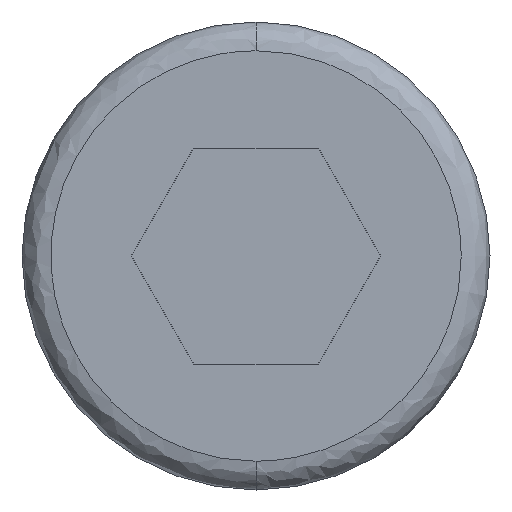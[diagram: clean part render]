
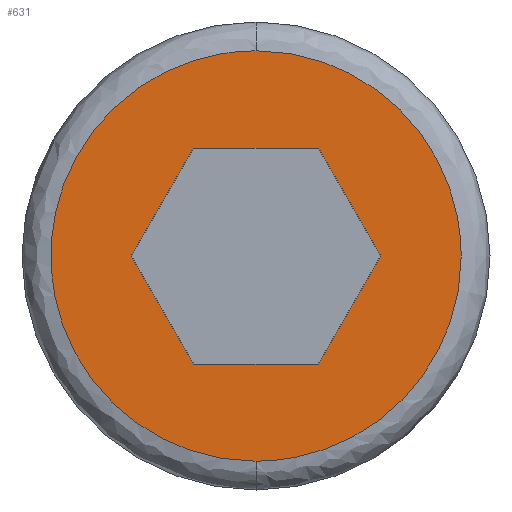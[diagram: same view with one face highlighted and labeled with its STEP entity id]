
A CAD part, front view. The second image highlights one B-rep face of the part: STEP entity #631.
In plain terms, the highlighted planar face has unit normal (0, -1, 0).
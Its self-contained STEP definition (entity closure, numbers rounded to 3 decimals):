
#1 = VERTEX_POINT ( 'NONE', #799 ) ;
#9 = ORIENTED_EDGE ( 'NONE', *, *, #420, .F. ) ;
#14 = CARTESIAN_POINT ( 'NONE',  ( 1.732, -8., 3. ) ) ;
#17 = EDGE_CURVE ( 'NONE', #257, #749, #356, .T. ) ;
#26 = AXIS2_PLACEMENT_3D ( 'NONE', #122, #576, #369 ) ;
#29 = CARTESIAN_POINT ( 'NONE',  ( -1.732, -8., -3. ) ) ;
#34 = DIRECTION ( 'NONE',  ( -1., 0., 0. ) ) ;
#37 = VECTOR ( 'NONE', #614, 1000. ) ;
#41 = CARTESIAN_POINT ( 'NONE',  ( 0., -8., -5.7 ) ) ;
#42 = VECTOR ( 'NONE', #34, 1000. ) ;
#44 = CARTESIAN_POINT ( 'NONE',  ( 3.339, -8., 5.7 ) ) ;
#52 =( BOUNDED_CURVE ( )  B_SPLINE_CURVE ( 3, ( #107, #170, #425, #41 ),
 .UNSPECIFIED., .F., .F. ) 
 B_SPLINE_CURVE_WITH_KNOTS ( ( 4, 4 ),
 ( 0., 0.333 ),
 .UNSPECIFIED. ) 
 CURVE ( )  GEOMETRIC_REPRESENTATION_ITEM ( )  RATIONAL_B_SPLINE_CURVE ( ( 1., 0.805, 0.805, 1. ) ) 
 REPRESENTATION_ITEM ( '' )  );
#55 = FACE_BOUND ( 'NONE', #702, .T. ) ;
#79 = ORIENTED_EDGE ( 'NONE', *, *, #17, .F. ) ;
#81 = CARTESIAN_POINT ( 'NONE',  ( -3.464, -8., 0. ) ) ;
#87 = VERTEX_POINT ( 'NONE', #708 ) ;
#106 = CARTESIAN_POINT ( 'NONE',  ( 0., -8., -5.7 ) ) ;
#107 = CARTESIAN_POINT ( 'NONE',  ( 5.7, -8., 0. ) ) ;
#113 = CARTESIAN_POINT ( 'NONE',  ( 5.7, -8., 0. ) ) ;
#120 = VERTEX_POINT ( 'NONE', #135 ) ;
#121 = CARTESIAN_POINT ( 'NONE',  ( -5.7, -8., 0. ) ) ;
#122 = CARTESIAN_POINT ( 'NONE',  ( 0., -8., 0. ) ) ;
#135 = CARTESIAN_POINT ( 'NONE',  ( 1.732, -8., -3. ) ) ;
#159 = EDGE_CURVE ( 'NONE', #457, #554, #407, .T. ) ;
#163 = LINE ( 'NONE', #404, #613 ) ;
#170 = CARTESIAN_POINT ( 'NONE',  ( 5.7, -8., -3.339 ) ) ;
#173 = LINE ( 'NONE', #314, #282 ) ;
#183 = PLANE ( 'NONE',  #26 ) ;
#189 = EDGE_CURVE ( 'NONE', #233, #457, #163, .T. ) ;
#199 = LINE ( 'NONE', #786, #37 ) ;
#216 = DIRECTION ( 'NONE',  ( 0.5, 0., -0.866 ) ) ;
#229 = EDGE_CURVE ( 'NONE', #554, #120, #199, .T. ) ;
#233 = VERTEX_POINT ( 'NONE', #408 ) ;
#257 = VERTEX_POINT ( 'NONE', #475 ) ;
#282 = VECTOR ( 'NONE', #760, 1000. ) ;
#294 = EDGE_CURVE ( 'NONE', #87, #738, #632, .T. ) ;
#302 = CARTESIAN_POINT ( 'NONE',  ( -3.339, -8., 5.7 ) ) ;
#312 = EDGE_CURVE ( 'NONE', #1, #257, #52, .T. ) ;
#314 = CARTESIAN_POINT ( 'NONE',  ( -3.464, -8., 0. ) ) ;
#320 = ORIENTED_EDGE ( 'NONE', *, *, #189, .T. ) ;
#346 = LINE ( 'NONE', #467, #42 ) ;
#356 =( BOUNDED_CURVE ( )  B_SPLINE_CURVE ( 3, ( #106, #697, #432, #121, #572, #302, #496 ),
 .UNSPECIFIED., .F., .T. ) 
 B_SPLINE_CURVE_WITH_KNOTS ( ( 4, 3, 4 ),
 ( 0.333, 0.667, 1. ),
 .UNSPECIFIED. ) 
 CURVE ( )  GEOMETRIC_REPRESENTATION_ITEM ( )  RATIONAL_B_SPLINE_CURVE ( ( 1., 0.805, 0.805, 1., 0.805, 0.805, 1. ) ) 
 REPRESENTATION_ITEM ( '' )  );
#357 = CARTESIAN_POINT ( 'NONE',  ( 0., -8., 5.7 ) ) ;
#369 = DIRECTION ( 'NONE',  ( 0., 0., -1. ) ) ;
#371 = ORIENTED_EDGE ( 'NONE', *, *, #765, .T. ) ;
#404 = CARTESIAN_POINT ( 'NONE',  ( 0., -8., 3. ) ) ;
#407 = LINE ( 'NONE', #14, #656 ) ;
#408 = CARTESIAN_POINT ( 'NONE',  ( -1.732, -8., 3. ) ) ;
#420 = EDGE_CURVE ( 'NONE', #749, #1, #725, .T. ) ;
#425 = CARTESIAN_POINT ( 'NONE',  ( 3.339, -8., -5.7 ) ) ;
#432 = CARTESIAN_POINT ( 'NONE',  ( -5.7, -8., -3.339 ) ) ;
#435 = DIRECTION ( 'NONE',  ( -0.5, 0., 0.866 ) ) ;
#457 = VERTEX_POINT ( 'NONE', #503 ) ;
#467 = CARTESIAN_POINT ( 'NONE',  ( 0., -8., -3. ) ) ;
#468 = EDGE_LOOP ( 'NONE', ( #9, #79, #740 ) ) ;
#469 = DIRECTION ( 'NONE',  ( 1., 0., 0. ) ) ;
#475 = CARTESIAN_POINT ( 'NONE',  ( 0., -8., -5.7 ) ) ;
#485 = VECTOR ( 'NONE', #435, 1000. ) ;
#496 = CARTESIAN_POINT ( 'NONE',  ( 0., -8., 5.7 ) ) ;
#503 = CARTESIAN_POINT ( 'NONE',  ( 1.732, -8., 3. ) ) ;
#508 = ORIENTED_EDGE ( 'NONE', *, *, #637, .T. ) ;
#554 = VERTEX_POINT ( 'NONE', #814 ) ;
#572 = CARTESIAN_POINT ( 'NONE',  ( -5.7, -8., 3.339 ) ) ;
#576 = DIRECTION ( 'NONE',  ( 0., -1., 0. ) ) ;
#604 = ORIENTED_EDGE ( 'NONE', *, *, #159, .T. ) ;
#613 = VECTOR ( 'NONE', #469, 1000. ) ;
#614 = DIRECTION ( 'NONE',  ( -0.5, 0., -0.866 ) ) ;
#631 = ADVANCED_FACE ( 'NONE', ( #55, #710 ), #183, .T. ) ;
#632 = LINE ( 'NONE', #29, #485 ) ;
#637 = EDGE_CURVE ( 'NONE', #738, #233, #173, .T. ) ;
#656 = VECTOR ( 'NONE', #216, 1000. ) ;
#697 = CARTESIAN_POINT ( 'NONE',  ( -3.339, -8., -5.7 ) ) ;
#702 = EDGE_LOOP ( 'NONE', ( #604, #762, #371, #704, #508, #320 ) ) ;
#704 = ORIENTED_EDGE ( 'NONE', *, *, #294, .T. ) ;
#708 = CARTESIAN_POINT ( 'NONE',  ( -1.732, -8., -3. ) ) ;
#709 = CARTESIAN_POINT ( 'NONE',  ( 0., -8., 5.7 ) ) ;
#710 = FACE_OUTER_BOUND ( 'NONE', #468, .T. ) ;
#725 =( BOUNDED_CURVE ( )  B_SPLINE_CURVE ( 3, ( #357, #44, #810, #113 ),
 .UNSPECIFIED., .F., .F. ) 
 B_SPLINE_CURVE_WITH_KNOTS ( ( 4, 4 ),
 ( 0., 1. ),
 .UNSPECIFIED. ) 
 CURVE ( )  GEOMETRIC_REPRESENTATION_ITEM ( )  RATIONAL_B_SPLINE_CURVE ( ( 1., 0.805, 0.805, 1. ) ) 
 REPRESENTATION_ITEM ( '' )  );
#738 = VERTEX_POINT ( 'NONE', #81 ) ;
#740 = ORIENTED_EDGE ( 'NONE', *, *, #312, .F. ) ;
#749 = VERTEX_POINT ( 'NONE', #709 ) ;
#760 = DIRECTION ( 'NONE',  ( 0.5, 0., 0.866 ) ) ;
#762 = ORIENTED_EDGE ( 'NONE', *, *, #229, .T. ) ;
#765 = EDGE_CURVE ( 'NONE', #120, #87, #346, .T. ) ;
#786 = CARTESIAN_POINT ( 'NONE',  ( 3.464, -8., 0. ) ) ;
#799 = CARTESIAN_POINT ( 'NONE',  ( 5.7, -8., 0. ) ) ;
#810 = CARTESIAN_POINT ( 'NONE',  ( 5.7, -8., 3.339 ) ) ;
#814 = CARTESIAN_POINT ( 'NONE',  ( 3.464, -8., 0. ) ) ;
